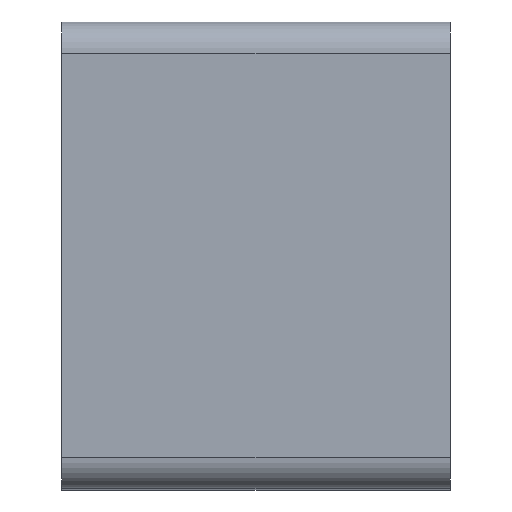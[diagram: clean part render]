
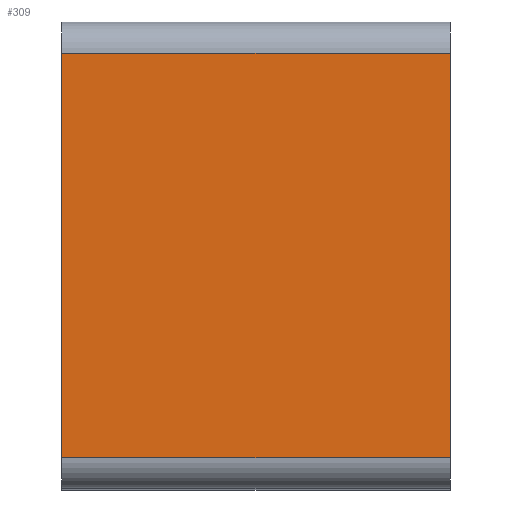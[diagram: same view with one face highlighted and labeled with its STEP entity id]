
A CAD part, top view. The second image highlights one B-rep face of the part: STEP entity #309.
In plain terms, the highlighted planar face has unit normal (0, 0, 1).
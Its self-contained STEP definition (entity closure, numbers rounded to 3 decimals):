
#28=PLANE('',#349);
#36=FACE_OUTER_BOUND('',#54,.T.);
#54=EDGE_LOOP('',(#217,#218,#219,#220));
#79=LINE('',#482,#102);
#80=LINE('',#485,#103);
#81=LINE('',#487,#104);
#82=LINE('',#488,#105);
#102=VECTOR('',#389,10.);
#103=VECTOR('',#392,10.);
#104=VECTOR('',#393,10.);
#105=VECTOR('',#394,10.);
#140=VERTEX_POINT('',#475);
#143=VERTEX_POINT('',#480);
#144=VERTEX_POINT('',#484);
#145=VERTEX_POINT('',#486);
#173=EDGE_CURVE('',#143,#140,#79,.T.);
#174=EDGE_CURVE('',#143,#144,#80,.T.);
#175=EDGE_CURVE('',#145,#144,#81,.T.);
#176=EDGE_CURVE('',#140,#145,#82,.T.);
#217=ORIENTED_EDGE('',*,*,#173,.F.);
#218=ORIENTED_EDGE('',*,*,#174,.T.);
#219=ORIENTED_EDGE('',*,*,#175,.F.);
#220=ORIENTED_EDGE('',*,*,#176,.F.);
#309=ADVANCED_FACE('',(#36),#28,.T.);
#349=AXIS2_PLACEMENT_3D('',#483,#390,#391);
#389=DIRECTION('',(1.,0.,0.));
#390=DIRECTION('center_axis',(0.,0.,1.));
#391=DIRECTION('ref_axis',(0.,-1.,0.));
#392=DIRECTION('',(0.,-1.,0.));
#393=DIRECTION('',(-1.,0.,0.));
#394=DIRECTION('',(0.,-1.,0.));
#475=CARTESIAN_POINT('',(25.,13.,25.));
#480=CARTESIAN_POINT('',(0.,13.,25.));
#482=CARTESIAN_POINT('',(0.,13.,25.));
#483=CARTESIAN_POINT('Origin',(0.,15.,25.));
#484=CARTESIAN_POINT('',(0.,-13.,25.));
#485=CARTESIAN_POINT('',(0.,15.,25.));
#486=CARTESIAN_POINT('',(25.,-13.,25.));
#487=CARTESIAN_POINT('',(0.,-13.,25.));
#488=CARTESIAN_POINT('',(25.,15.,25.));
